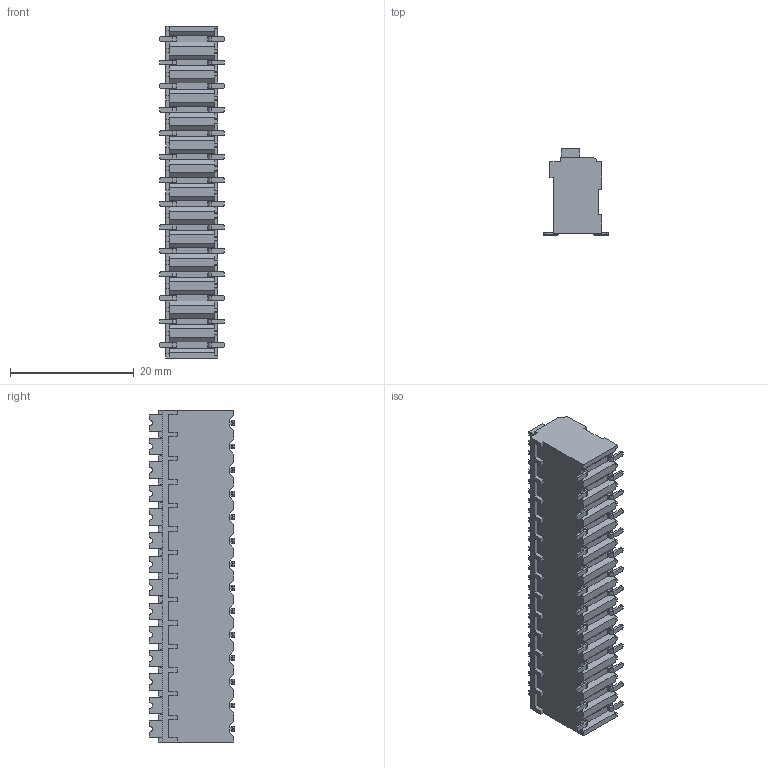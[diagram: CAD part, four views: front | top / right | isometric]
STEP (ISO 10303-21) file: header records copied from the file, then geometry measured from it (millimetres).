
FILE_DESCRIPTION((''),'2;1');
FILE_NAME('TLM-004VS-3_81-XXP-X','2024-09-30T',('sj'),(''),'PRO/ENGINEER BY PARAMETRIC TECHNOLOGY CORPORATION, 2015240','PRO/ENGINEER BY PARAMETRIC TECHNOLOGY CORPORATION, 2015240','');
FILE_SCHEMA(('CONFIG_CONTROL_DESIGN','SHAPE_APPEARANCE_LAYERS_GROUPS'));
Length unit declared in the file: millimetre
Products named in the file (1): TLM-004VS-3_81-XXP-X
Bounding box: 10.5 x 13.85 x 53.73 mm (x, y, z)
Volume: 4619.6 mm3; surface area: 3791 mm2
Topology: 1 solids, 1 shells, 1080 faces, 3108 edges, 2072 vertices
Faces by surface type: plane 897, cylinder 183
Entity records: 35356 total; most frequent: CARTESIAN_POINT 6680, ORIENTED_EDGE 6216, DIRECTION 5606, EDGE_CURVE 3108, VECTOR 2602, LINE 2602, VERTEX_POINT 2072, AXIS2_PLACEMENT_3D 1502
